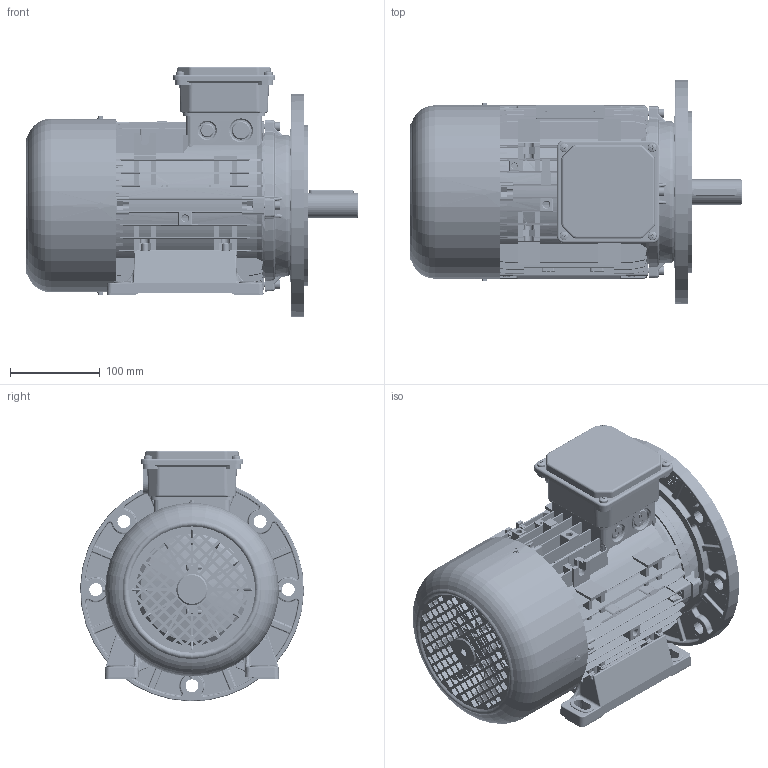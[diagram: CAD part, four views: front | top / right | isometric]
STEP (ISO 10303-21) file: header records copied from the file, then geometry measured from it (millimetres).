
FILE_DESCRIPTION((''),'2;1');
FILE_NAME('MOTM100-B35ST.stp','2012-09-25T17:01:38',('XP'),(''),'Autodesk Inventor 2011','Autodesk Inventor 2011','');
FILE_SCHEMA(('AUTOMOTIVE_DESIGN { 1 0 10303 214 1 1 1 1 }'));
Length unit declared in the file: millimetre
Products named in the file (29): MOTM100-B35ST; CARCASSA M100-B5 LAVORATA; Scudo anteriore lavorato 100 Exd; Scudo posteriore 100 Exd; 1010130; 1014450; BASE_1014450; COPERCHIO_1014450; TARGA_ELPROM; 1023260; 5020080; Albero; Albero_1; 1008020; 1007580_1_000; 1009400; VENTOLA; ANELLO+VITI_MEC100; FASCETTA; PIASTRINA; ISO 7045  H  M5 x 14 - 4.8 - H; 1042490; 1012850; UNI 5931 M 6 x  25; 1047710; UNI 5931 M 8 x  30; 1047710_MIR1; Disco B5 100-112 Exd; UNI 5931 M 8 x  25
Assembly tree (45 placements, depth 4):
  MOTM100-B35ST
    CARCASSA M100-B5 LAVORATA
    Scudo anteriore lavorato 100 Exd
    Scudo posteriore 100 Exd
    1010130
    1014450
      BASE_1014450
      COPERCHIO_1014450
    TARGA_ELPROM
    1023260  x4
    5020080
      Albero
        Albero_1
    1008020
    1007580_1_000
    1009400
      VENTOLA
      ANELLO+VITI_MEC100
        FASCETTA
        PIASTRINA  x2
        ISO 7045  H  M5 x 14 - 4.8 - H  x2
    1042490
    1012850  x4
    UNI 5931 M 6 x  25  x4
    1047710
    UNI 5931 M 8 x  30  x4
    1047710_MIR1
    Disco B5 100-112 Exd
    UNI 5931 M 8 x  25  x4
Bounding box: 370.74 x 249.91 x 280.25 mm (x, y, z)
Volume: 2447889.2 mm3; surface area: 1200054.8 mm2
Topology: 41 solids, 43 shells, 7355 faces, 19146 edges, 11921 vertices
Faces by surface type: plane 2961, cylinder 1567, bspline 1101, cone 851, torus 745, sphere 130
Full cylindrical faces by diameter (mm): 1.711 x3, 2.5 x29, 2.7 x2, 3.2 x4, 3.3 x3, 4 x6, 4.1 x4, 4.25 x4, 4.5 x4, 4.567 x2, 5 x8, 5.2 x4, 5.5 x4, 6 x16, 6.5 x4, 6.7 x1, 7 x7, 8 x9, 8.376 x1, 9.7 x4, 10 x4, 13 x8, 18.2 x2, 18.6 x2, 23.7 x2, 27.4 x1, 28 x3, 29.4 x2, 29.95 x2, 30 x3
Entity records: 273159 total; most frequent: CARTESIAN_POINT 109723, ORIENTED_EDGE 35298, DIRECTION 31352, EDGE_CURVE 17649, AXIS2_PLACEMENT_3D 11437, VERTEX_POINT 11278, VECTOR 8478, LINE 8478
